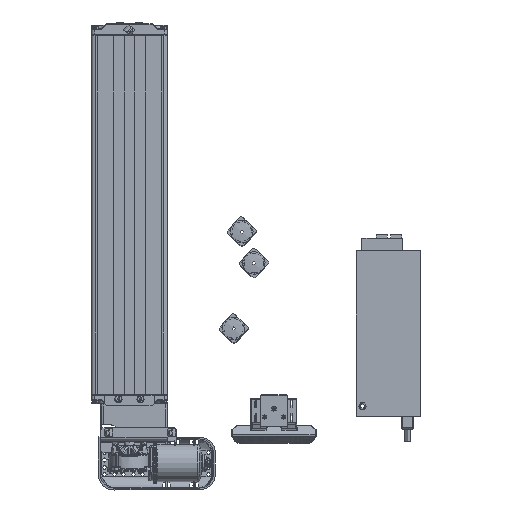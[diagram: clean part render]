
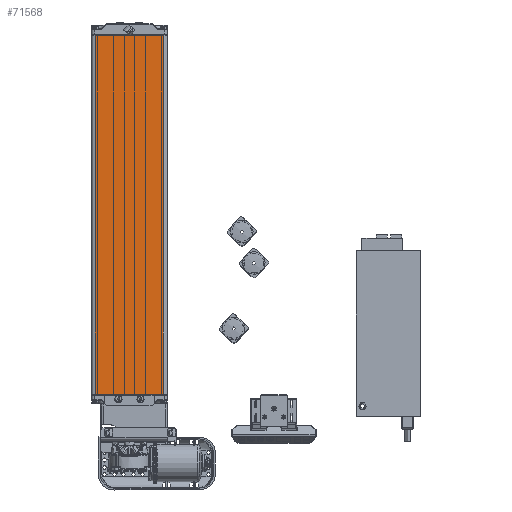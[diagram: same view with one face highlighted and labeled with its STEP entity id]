
A CAD part, top view. The second image highlights one B-rep face of the part: STEP entity #71568.
In plain terms, the highlighted planar face has unit normal (0, 0, 1).
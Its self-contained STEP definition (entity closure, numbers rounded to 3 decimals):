
#13112=FACE_OUTER_BOUND('',#17343,.T.);
#17343=EDGE_LOOP('',(#48435,#48436,#48437,#48438));
#21937=LINE('',#104788,#26208);
#21938=LINE('',#104790,#26209);
#21939=LINE('',#104792,#26210);
#21940=LINE('',#104793,#26211);
#26208=VECTOR('',#84573,569.5);
#26209=VECTOR('',#84574,108.);
#26210=VECTOR('',#84575,569.5);
#26211=VECTOR('',#84576,108.);
#30479=VERTEX_POINT('',#104786);
#30480=VERTEX_POINT('',#104787);
#30481=VERTEX_POINT('',#104789);
#30482=VERTEX_POINT('',#104791);
#37441=EDGE_CURVE('',#30479,#30480,#21937,.F.);
#37442=EDGE_CURVE('',#30480,#30481,#21938,.T.);
#37443=EDGE_CURVE('',#30481,#30482,#21939,.T.);
#37444=EDGE_CURVE('',#30482,#30479,#21940,.F.);
#48435=ORIENTED_EDGE('',*,*,#37441,.T.);
#48436=ORIENTED_EDGE('',*,*,#37442,.T.);
#48437=ORIENTED_EDGE('',*,*,#37443,.T.);
#48438=ORIENTED_EDGE('',*,*,#37444,.T.);
#70423=PLANE('',#76595);
#71568=ADVANCED_FACE('',(#13112),#70423,.T.);
#76595=AXIS2_PLACEMENT_3D('',#104785,#84571,#84572);
#84571=DIRECTION('center_axis',(0.,0.,1.));
#84572=DIRECTION('ref_axis',(1.,0.,0.));
#84573=DIRECTION('',(0.,-1.,0.));
#84574=DIRECTION('',(-1.,0.,0.));
#84575=DIRECTION('',(0.,-1.,0.));
#84576=DIRECTION('',(-1.,0.,0.));
#104785=CARTESIAN_POINT('Origin',(60.,570.5,30.));
#104786=CARTESIAN_POINT('',(54.,0.5,30.));
#104787=CARTESIAN_POINT('',(54.,570.,30.));
#104788=CARTESIAN_POINT('',(54.,570.,30.));
#104789=CARTESIAN_POINT('',(-54.,570.,30.));
#104790=CARTESIAN_POINT('',(54.,570.,30.));
#104791=CARTESIAN_POINT('',(-54.,0.5,30.));
#104792=CARTESIAN_POINT('',(-54.,570.,30.));
#104793=CARTESIAN_POINT('',(54.,0.5,30.));
